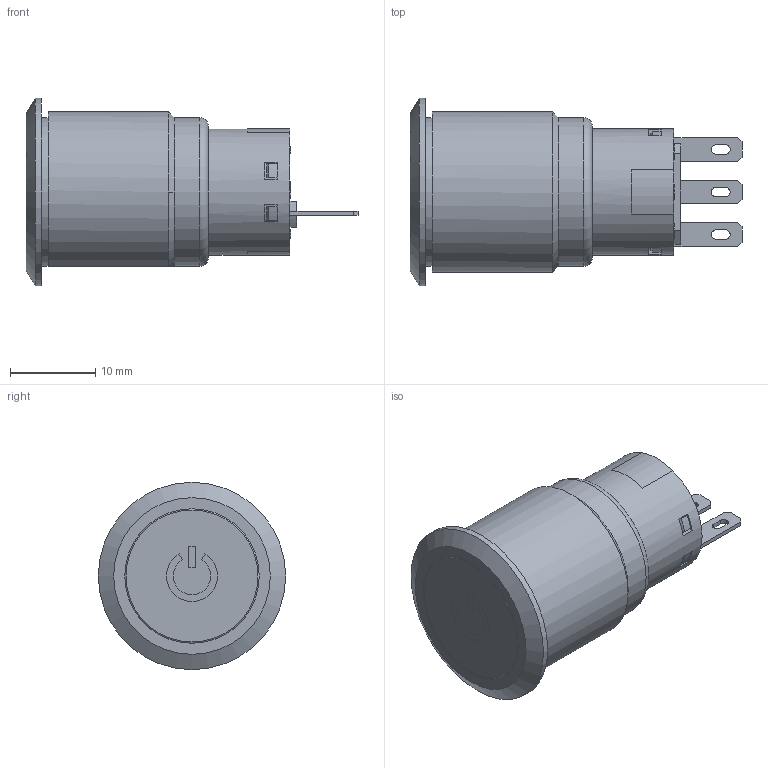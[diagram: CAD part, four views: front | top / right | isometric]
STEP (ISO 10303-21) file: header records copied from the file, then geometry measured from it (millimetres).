
FILE_DESCRIPTION(/* description */ (''),/* implementation_level */ '2;1');
FILE_NAME(/* name */ 'PV4F230xx-M01.stp',/* time_stamp */ '2025-05-28T14:13:57-05:00',/* author */ ('mroman'),/* organization */ (''),/* preprocessor_version */ 'ST-DEVELOPER v18.1',/* originating_system */ 'Autodesk Inventor 2022',/* authorisation */ '');
FILE_SCHEMA (('AUTOMOTIVE_DESIGN { 1 0 10303 214 3 1 1 }'));
Length unit declared in the file: centimetre
Products named in the file (1): PV4F230xx-M01
Bounding box: 39 x 22 x 22 mm (x, y, z)
Volume: 2732.8 mm3; surface area: 3368 mm2
Topology: 1 solids, 2 shells, 210 faces, 561 edges, 375 vertices
Faces by surface type: plane 142, cylinder 31, bspline 27, cone 7, torus 3
Full cylindrical faces by diameter (mm): 14.9 x1, 15 x2, 15.8 x2, 17.5 x2, 22 x1
Entity records: 6710 total; most frequent: CARTESIAN_POINT 1521, ORIENTED_EDGE 1114, DIRECTION 965, EDGE_CURVE 557, LINE 389, VECTOR 389, VERTEX_POINT 373, AXIS2_PLACEMENT_3D 288
